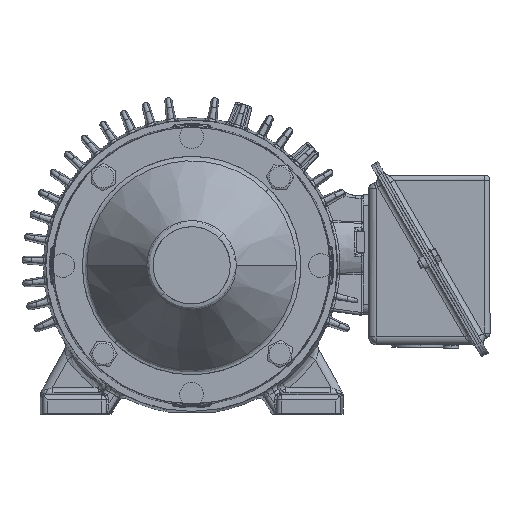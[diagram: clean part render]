
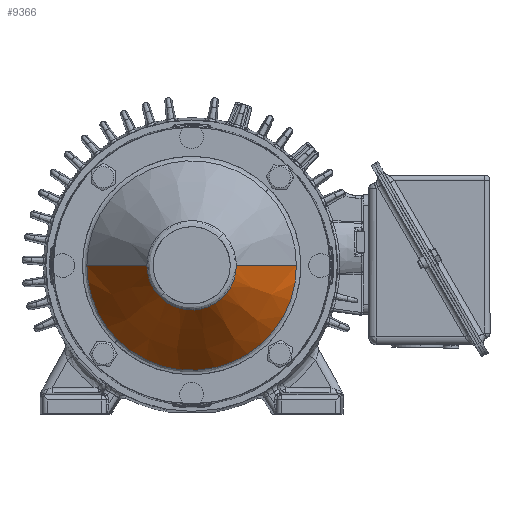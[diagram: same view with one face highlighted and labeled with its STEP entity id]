
A CAD part, top view. The second image highlights one B-rep face of the part: STEP entity #9366.
In plain terms, the highlighted conical face has half-angle 33.547 degrees and reference radius 62.558 mm.
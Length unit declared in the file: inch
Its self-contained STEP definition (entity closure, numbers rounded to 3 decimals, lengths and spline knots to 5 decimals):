
#1344 = LINE ( 'NONE', #102557, #125341 ) ;
#1758 = ORIENTED_EDGE ( 'NONE', *, *, #44373, .T. ) ;
#4402 = CONICAL_SURFACE ( 'NONE', #24592, 2.46292, 0.586 ) ;
#6554 = CIRCLE ( 'NONE', #13215, 1.05126 ) ;
#6894 = CARTESIAN_POINT ( 'NONE',  ( 0., 0., -1.64728 ) ) ;
#7879 = EDGE_CURVE ( 'NONE', #65937, #80784, #6554, .T. ) ;
#8993 = DIRECTION ( 'NONE',  ( 0., 0., -1. ) ) ;
#9366 = ADVANCED_FACE ( 'NONE', ( #151158 ), #4402, .T. ) ;
#13215 = AXIS2_PLACEMENT_3D ( 'NONE', #33484, #8993, #45765 ) ;
#13233 = LINE ( 'NONE', #22954, #26468 ) ;
#15137 = CARTESIAN_POINT ( 'NONE',  ( 2.46292, 0., -1.64728 ) ) ;
#15508 = AXIS2_PLACEMENT_3D ( 'NONE', #6894, #92129, #69164 ) ;
#16474 = CARTESIAN_POINT ( 'NONE',  ( -2.46292, 0., -1.64728 ) ) ;
#18892 = EDGE_CURVE ( 'NONE', #80784, #62178, #1344, .T. ) ;
#22954 = CARTESIAN_POINT ( 'NONE',  ( 2.46292, 0., -1.64728 ) ) ;
#24592 = AXIS2_PLACEMENT_3D ( 'NONE', #37926, #88513, #111468 ) ;
#26468 = VECTOR ( 'NONE', #46284, 39.37008 ) ;
#30081 = DIRECTION ( 'NONE',  ( -0.553, 0., -0.833 ) ) ;
#31805 = CIRCLE ( 'NONE', #15508, 2.46292 ) ;
#33484 = CARTESIAN_POINT ( 'NONE',  ( 0., 0., 0.48169 ) ) ;
#37926 = CARTESIAN_POINT ( 'NONE',  ( 0., 0., -1.64728 ) ) ;
#38938 = EDGE_CURVE ( 'NONE', #156257, #72054, #13233, .T. ) ;
#44373 = EDGE_CURVE ( 'NONE', #156257, #65937, #63792, .T. ) ;
#45025 = ORIENTED_EDGE ( 'NONE', *, *, #107971, .T. ) ;
#45765 = DIRECTION ( 'NONE',  ( 0.707, 0.707, 0. ) ) ;
#46284 = DIRECTION ( 'NONE',  ( 0.553, 0., -0.833 ) ) ;
#51477 = CARTESIAN_POINT ( 'NONE',  ( -1.05126, 0., 0.48169 ) ) ;
#54036 = CARTESIAN_POINT ( 'NONE',  ( 0., 0., 0.48169 ) ) ;
#54157 = DIRECTION ( 'NONE',  ( 0.707, 0.707, 0. ) ) ;
#59433 = CARTESIAN_POINT ( 'NONE',  ( -0.74335, -0.74335, 0.48169 ) ) ;
#62178 = VERTEX_POINT ( 'NONE', #16474 ) ;
#63792 = CIRCLE ( 'NONE', #74837, 1.05126 ) ;
#65937 = VERTEX_POINT ( 'NONE', #59433 ) ;
#66292 = DIRECTION ( 'NONE',  ( 0., 0., -1. ) ) ;
#69164 = DIRECTION ( 'NONE',  ( 0.707, 0.707, 0. ) ) ;
#72054 = VERTEX_POINT ( 'NONE', #15137 ) ;
#74837 = AXIS2_PLACEMENT_3D ( 'NONE', #54036, #66292, #149962 ) ;
#77605 = DIRECTION ( 'NONE',  ( 0., 0., 1. ) ) ;
#79394 = VERTEX_POINT ( 'NONE', #129742 ) ;
#80784 = VERTEX_POINT ( 'NONE', #51477 ) ;
#88513 = DIRECTION ( 'NONE',  ( 0., 0., -1. ) ) ;
#92129 = DIRECTION ( 'NONE',  ( 0., 0., 1. ) ) ;
#92960 = ORIENTED_EDGE ( 'NONE', *, *, #38938, .F. ) ;
#94132 = ORIENTED_EDGE ( 'NONE', *, *, #138430, .T. ) ;
#101547 = CARTESIAN_POINT ( 'NONE',  ( 1.05126, 0., 0.48169 ) ) ;
#102557 = CARTESIAN_POINT ( 'NONE',  ( -2.46292, 0., -1.64728 ) ) ;
#105023 = EDGE_LOOP ( 'NONE', ( #92960, #1758, #113271, #154504, #45025, #94132 ) ) ;
#107971 = EDGE_CURVE ( 'NONE', #62178, #79394, #31805, .T. ) ;
#111468 = DIRECTION ( 'NONE',  ( -1., 0., 0. ) ) ;
#113271 = ORIENTED_EDGE ( 'NONE', *, *, #7879, .T. ) ;
#125341 = VECTOR ( 'NONE', #30081, 39.37008 ) ;
#129742 = CARTESIAN_POINT ( 'NONE',  ( -1.74155, -1.74155, -1.64728 ) ) ;
#138430 = EDGE_CURVE ( 'NONE', #79394, #72054, #141422, .T. ) ;
#138539 = AXIS2_PLACEMENT_3D ( 'NONE', #152717, #77605, #54157 ) ;
#141422 = CIRCLE ( 'NONE', #138539, 2.46292 ) ;
#149962 = DIRECTION ( 'NONE',  ( 0.707, 0.707, 0. ) ) ;
#151158 = FACE_OUTER_BOUND ( 'NONE', #105023, .T. ) ;
#152717 = CARTESIAN_POINT ( 'NONE',  ( 0., 0., -1.64728 ) ) ;
#154504 = ORIENTED_EDGE ( 'NONE', *, *, #18892, .T. ) ;
#156257 = VERTEX_POINT ( 'NONE', #101547 ) ;
